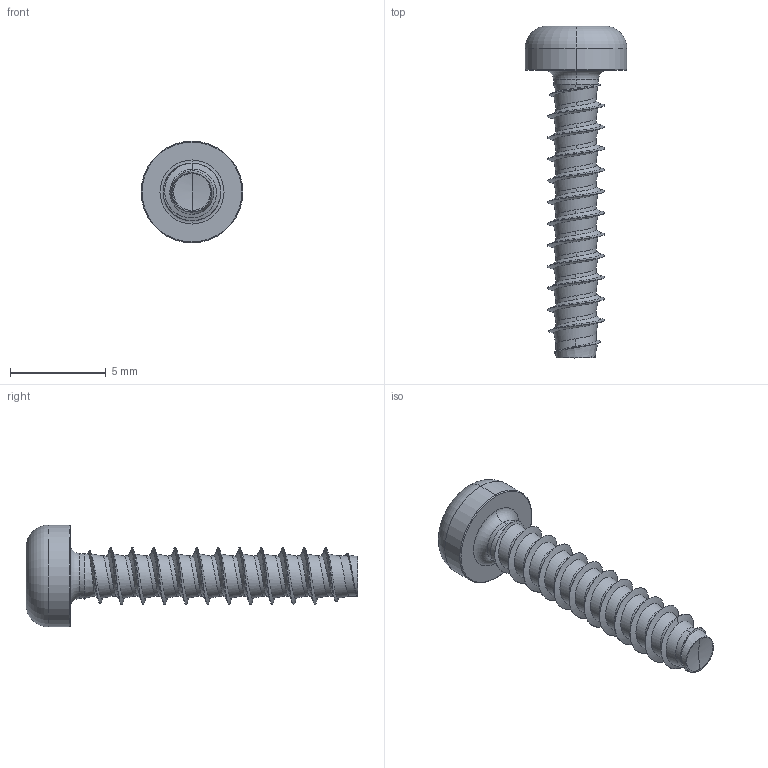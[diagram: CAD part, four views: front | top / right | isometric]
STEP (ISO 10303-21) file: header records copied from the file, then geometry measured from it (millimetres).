
FILE_DESCRIPTION (( 'STEP AP203' ), '1' );
FILE_NAME ('STP420300150.STEP', '2017-08-16T14:47:05', ( '' ), ( '' ), 'SwSTEP 2.0', 'SolidWorks 2015', '' );
FILE_SCHEMA (( 'CONFIG_CONTROL_DESIGN' ));
Length unit declared in the file: millimetre
Products named in the file (1): STP420300150
Bounding box: 5.3 x 17.3 x 5.3 mm (x, y, z)
Volume: 101.3 mm3; surface area: 247.9 mm2
Topology: 1 solids, 1 shells, 116 faces, 285 edges, 173 vertices
Faces by surface type: cylinder 53, bspline 35, cone 11, torus 10, sphere 4, plane 3
Entity records: 20464 total; most frequent: CARTESIAN_POINT 18045, ORIENTED_EDGE 570, DIRECTION 382, EDGE_CURVE 285, VERTEX_POINT 173, AXIS2_PLACEMENT_3D 157, EDGE_LOOP 118, B_SPLINE_CURVE_WITH_KNOTS 117
